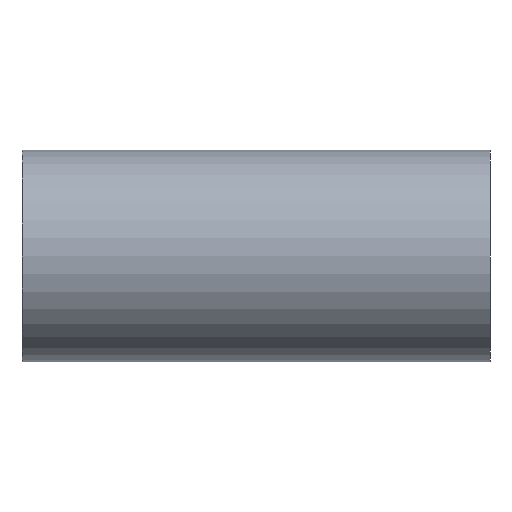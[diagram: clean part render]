
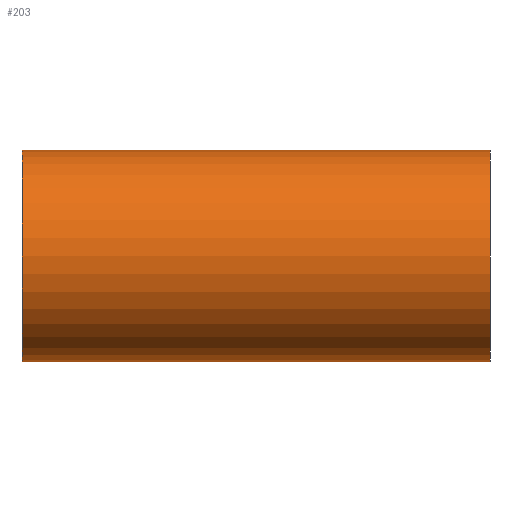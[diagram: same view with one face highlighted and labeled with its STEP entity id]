
A CAD part, left-side view. The second image highlights one B-rep face of the part: STEP entity #203.
In plain terms, the highlighted cylindrical face has radius 11.75 mm (diameter 23.5 mm), a partial arc.
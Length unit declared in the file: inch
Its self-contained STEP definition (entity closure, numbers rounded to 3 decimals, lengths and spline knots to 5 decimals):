
#6 = VECTOR ( 'NONE', #59, 39.37008 ) ;
#12 = CARTESIAN_POINT ( 'NONE',  ( 0., 0., 0.4626 ) ) ;
#23 = CYLINDRICAL_SURFACE ( 'NONE', #206, 0.4626 ) ;
#27 = DIRECTION ( 'NONE',  ( 0., -1., 0. ) ) ;
#36 = FACE_OUTER_BOUND ( 'NONE', #83, .T. ) ;
#41 = LINE ( 'NONE', #208, #6 ) ;
#42 = LINE ( 'NONE', #167, #177 ) ;
#45 = CARTESIAN_POINT ( 'NONE',  ( 0., 2.04724, -0.4626 ) ) ;
#55 = ORIENTED_EDGE ( 'NONE', *, *, #153, .T. ) ;
#58 = ORIENTED_EDGE ( 'NONE', *, *, #143, .T. ) ;
#59 = DIRECTION ( 'NONE',  ( 0., -1., 0. ) ) ;
#60 = DIRECTION ( 'NONE',  ( 0., -1., 0. ) ) ;
#61 = VERTEX_POINT ( 'NONE', #165 ) ;
#63 = CARTESIAN_POINT ( 'NONE',  ( 0., 0., 0. ) ) ;
#78 = DIRECTION ( 'NONE',  ( 0., 0., -1. ) ) ;
#83 = EDGE_LOOP ( 'NONE', ( #108, #58, #116, #55 ) ) ;
#88 = CIRCLE ( 'NONE', #103, 0.4626 ) ;
#91 = CIRCLE ( 'NONE', #182, 0.4626 ) ;
#95 = EDGE_CURVE ( 'NONE', #61, #200, #41, .T. ) ;
#97 = DIRECTION ( 'NONE',  ( 0., -1., 0. ) ) ;
#103 = AXIS2_PLACEMENT_3D ( 'NONE', #63, #183, #78 ) ;
#108 = ORIENTED_EDGE ( 'NONE', *, *, #95, .F. ) ;
#112 = DIRECTION ( 'NONE',  ( 0., 0., -1. ) ) ;
#113 = CARTESIAN_POINT ( 'NONE',  ( 0., 0., 0. ) ) ;
#116 = ORIENTED_EDGE ( 'NONE', *, *, #156, .T. ) ;
#126 = CARTESIAN_POINT ( 'NONE',  ( 0., 2.04724, 0. ) ) ;
#130 = CARTESIAN_POINT ( 'NONE',  ( 0., 0., -0.4626 ) ) ;
#143 = EDGE_CURVE ( 'NONE', #61, #207, #91, .T. ) ;
#148 = DIRECTION ( 'NONE',  ( 0., 0., -1. ) ) ;
#153 = EDGE_CURVE ( 'NONE', #202, #200, #88, .T. ) ;
#156 = EDGE_CURVE ( 'NONE', #207, #202, #42, .T. ) ;
#165 = CARTESIAN_POINT ( 'NONE',  ( 0., 2.04724, 0.4626 ) ) ;
#167 = CARTESIAN_POINT ( 'NONE',  ( 0., 0., -0.4626 ) ) ;
#177 = VECTOR ( 'NONE', #60, 39.37008 ) ;
#182 = AXIS2_PLACEMENT_3D ( 'NONE', #126, #27, #148 ) ;
#183 = DIRECTION ( 'NONE',  ( 0., 1., 0. ) ) ;
#200 = VERTEX_POINT ( 'NONE', #12 ) ;
#202 = VERTEX_POINT ( 'NONE', #130 ) ;
#203 = ADVANCED_FACE ( 'NONE', ( #36 ), #23, .T. ) ;
#206 = AXIS2_PLACEMENT_3D ( 'NONE', #113, #97, #112 ) ;
#207 = VERTEX_POINT ( 'NONE', #45 ) ;
#208 = CARTESIAN_POINT ( 'NONE',  ( 0., 0., 0.4626 ) ) ;
